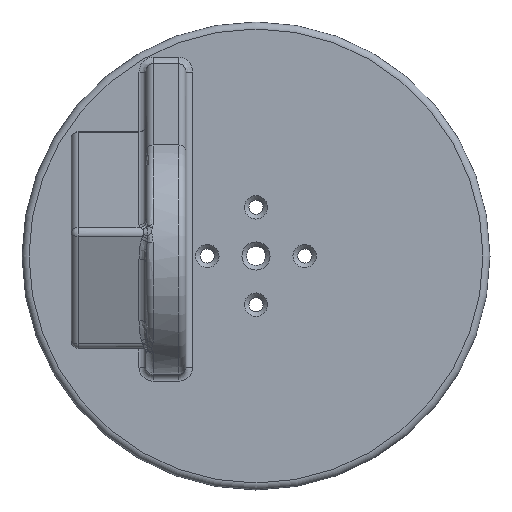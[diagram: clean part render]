
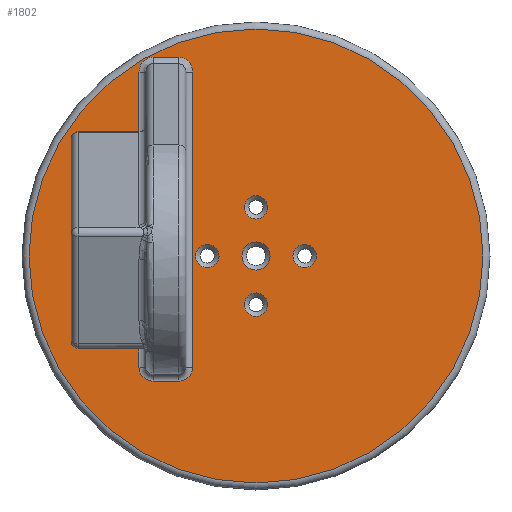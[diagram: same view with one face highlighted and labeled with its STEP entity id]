
A CAD part, front view. The second image highlights one B-rep face of the part: STEP entity #1802.
In plain terms, the highlighted planar face has unit normal (0, -1, 0).
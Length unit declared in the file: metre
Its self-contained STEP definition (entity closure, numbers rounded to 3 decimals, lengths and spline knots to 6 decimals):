
#107=ELLIPSE('',#1954,0.003193,0.003);
#108=ELLIPSE('',#1955,0.003193,0.003);
#111=B_SPLINE_CURVE_WITH_KNOTS('',3,(#2777,#2778,#2779,#2780,#2781),
 .UNSPECIFIED.,.F.,.F.,(4,1,4),(0.,0.001536,0.003071),
 .UNSPECIFIED.);
#112=B_SPLINE_CURVE_WITH_KNOTS('',3,(#2785,#2786,#2787,#2788,#2789),
 .UNSPECIFIED.,.F.,.F.,(4,1,4),(0.,0.001536,0.003071),
 .UNSPECIFIED.);
#151=CIRCLE('',#1947,0.0025);
#152=CIRCLE('',#1948,0.0025);
#153=CIRCLE('',#1949,0.0025);
#154=CIRCLE('',#1950,0.003);
#155=CIRCLE('',#1951,0.0025);
#156=CIRCLE('',#1952,0.0485);
#157=CIRCLE('',#1953,0.003);
#158=CIRCLE('',#1956,0.003);
#281=ORIENTED_EDGE('',*,*,#795,.T.);
#282=ORIENTED_EDGE('',*,*,#796,.T.);
#283=ORIENTED_EDGE('',*,*,#797,.T.);
#284=ORIENTED_EDGE('',*,*,#798,.T.);
#285=ORIENTED_EDGE('',*,*,#799,.T.);
#286=ORIENTED_EDGE('',*,*,#800,.T.);
#287=ORIENTED_EDGE('',*,*,#801,.T.);
#288=ORIENTED_EDGE('',*,*,#802,.T.);
#289=ORIENTED_EDGE('',*,*,#803,.T.);
#290=ORIENTED_EDGE('',*,*,#804,.T.);
#291=ORIENTED_EDGE('',*,*,#805,.F.);
#292=ORIENTED_EDGE('',*,*,#806,.T.);
#293=ORIENTED_EDGE('',*,*,#807,.T.);
#294=ORIENTED_EDGE('',*,*,#808,.T.);
#295=ORIENTED_EDGE('',*,*,#809,.T.);
#296=ORIENTED_EDGE('',*,*,#810,.T.);
#297=ORIENTED_EDGE('',*,*,#811,.T.);
#298=ORIENTED_EDGE('',*,*,#812,.T.);
#299=ORIENTED_EDGE('',*,*,#813,.T.);
#300=ORIENTED_EDGE('',*,*,#814,.T.);
#795=EDGE_CURVE('',#1052,#1052,#151,.F.);
#796=EDGE_CURVE('',#1053,#1053,#152,.F.);
#797=EDGE_CURVE('',#1054,#1054,#153,.F.);
#798=EDGE_CURVE('',#1055,#1055,#154,.F.);
#799=EDGE_CURVE('',#1056,#1056,#155,.F.);
#800=EDGE_CURVE('',#1057,#1057,#156,.T.);
#801=EDGE_CURVE('',#1058,#1059,#157,.F.);
#802=EDGE_CURVE('',#1059,#1060,#1218,.F.);
#803=EDGE_CURVE('',#1060,#1061,#1219,.F.);
#804=EDGE_CURVE('',#1061,#1062,#111,.F.);
#805=EDGE_CURVE('',#1063,#1062,#1220,.T.);
#806=EDGE_CURVE('',#1063,#1064,#112,.T.);
#807=EDGE_CURVE('',#1064,#1065,#1221,.T.);
#808=EDGE_CURVE('',#1065,#1066,#1222,.F.);
#809=EDGE_CURVE('',#1066,#1067,#107,.F.);
#810=EDGE_CURVE('',#1067,#1068,#1223,.T.);
#811=EDGE_CURVE('',#1068,#1069,#108,.F.);
#812=EDGE_CURVE('',#1069,#1070,#1224,.F.);
#813=EDGE_CURVE('',#1070,#1071,#158,.F.);
#814=EDGE_CURVE('',#1071,#1058,#1225,.F.);
#1052=VERTEX_POINT('',#2759);
#1053=VERTEX_POINT('',#2761);
#1054=VERTEX_POINT('',#2763);
#1055=VERTEX_POINT('',#2765);
#1056=VERTEX_POINT('',#2767);
#1057=VERTEX_POINT('',#2769);
#1058=VERTEX_POINT('',#2771);
#1059=VERTEX_POINT('',#2772);
#1060=VERTEX_POINT('',#2774);
#1061=VERTEX_POINT('',#2776);
#1062=VERTEX_POINT('',#2782);
#1063=VERTEX_POINT('',#2784);
#1064=VERTEX_POINT('',#2790);
#1065=VERTEX_POINT('',#2792);
#1066=VERTEX_POINT('',#2794);
#1067=VERTEX_POINT('',#2796);
#1068=VERTEX_POINT('',#2798);
#1069=VERTEX_POINT('',#2800);
#1070=VERTEX_POINT('',#2802);
#1071=VERTEX_POINT('',#2804);
#1218=LINE('',#2773,#1317);
#1219=LINE('',#2775,#1318);
#1220=LINE('',#2783,#1319);
#1221=LINE('',#2791,#1320);
#1222=LINE('',#2793,#1321);
#1223=LINE('',#2797,#1322);
#1224=LINE('',#2801,#1323);
#1225=LINE('',#2805,#1324);
#1317=VECTOR('',#2211,1.);
#1318=VECTOR('',#2212,1.);
#1319=VECTOR('',#2213,1.);
#1320=VECTOR('',#2214,1.);
#1321=VECTOR('',#2215,1.);
#1322=VECTOR('',#2218,1.);
#1323=VECTOR('',#2221,1.);
#1324=VECTOR('',#2224,1.);
#1410=EDGE_LOOP('',(#281));
#1411=EDGE_LOOP('',(#282));
#1412=EDGE_LOOP('',(#283));
#1413=EDGE_LOOP('',(#284));
#1414=EDGE_LOOP('',(#285));
#1415=EDGE_LOOP('',(#286));
#1416=EDGE_LOOP('',(#287,#288,#289,#290,#291,#292,#293,#294,#295,#296,#297,
#298,#299,#300));
#1587=FACE_BOUND('',#1410,.T.);
#1588=FACE_BOUND('',#1411,.T.);
#1589=FACE_BOUND('',#1412,.T.);
#1590=FACE_BOUND('',#1413,.T.);
#1591=FACE_BOUND('',#1414,.T.);
#1592=FACE_BOUND('',#1415,.T.);
#1593=FACE_BOUND('',#1416,.T.);
#1762=PLANE('',#1946);
#1802=ADVANCED_FACE('',(#1587,#1588,#1589,#1590,#1591,#1592,#1593),#1762,
 .T.);
#1946=AXIS2_PLACEMENT_3D('',#2757,#2195,#2196);
#1947=AXIS2_PLACEMENT_3D('',#2758,#2197,#2198);
#1948=AXIS2_PLACEMENT_3D('',#2760,#2199,#2200);
#1949=AXIS2_PLACEMENT_3D('',#2762,#2201,#2202);
#1950=AXIS2_PLACEMENT_3D('',#2764,#2203,#2204);
#1951=AXIS2_PLACEMENT_3D('',#2766,#2205,#2206);
#1952=AXIS2_PLACEMENT_3D('',#2768,#2207,#2208);
#1953=AXIS2_PLACEMENT_3D('',#2770,#2209,#2210);
#1954=AXIS2_PLACEMENT_3D('',#2795,#2216,#2217);
#1955=AXIS2_PLACEMENT_3D('',#2799,#2219,#2220);
#1956=AXIS2_PLACEMENT_3D('',#2803,#2222,#2223);
#2195=DIRECTION('',(0.,-1.,0.));
#2196=DIRECTION('',(1.,0.,0.));
#2197=DIRECTION('',(0.,-1.,0.));
#2198=DIRECTION('',(1.,0.,0.));
#2199=DIRECTION('',(0.,-1.,0.));
#2200=DIRECTION('',(1.,0.,0.));
#2201=DIRECTION('',(0.,-1.,0.));
#2202=DIRECTION('',(1.,0.,0.));
#2203=DIRECTION('',(0.,-1.,0.));
#2204=DIRECTION('',(1.,0.,0.));
#2205=DIRECTION('',(0.,-1.,0.));
#2206=DIRECTION('',(1.,0.,0.));
#2207=DIRECTION('',(0.,-1.,0.));
#2208=DIRECTION('',(1.,0.,0.));
#2209=DIRECTION('',(0.,-1.,0.));
#2210=DIRECTION('',(1.,0.,0.));
#2211=DIRECTION('',(0.,0.,-1.));
#2212=DIRECTION('',(1.,0.,0.));
#2213=DIRECTION('',(0.,0.,-1.));
#2214=DIRECTION('',(1.,0.,0.));
#2215=DIRECTION('',(0.,0.,-1.));
#2216=DIRECTION('',(0.,-1.,0.));
#2217=DIRECTION('',(0.,0.,-1.));
#2218=DIRECTION('',(1.,0.,0.));
#2219=DIRECTION('',(0.,-1.,0.));
#2220=DIRECTION('',(0.,0.,-1.));
#2221=DIRECTION('',(0.,0.,1.));
#2222=DIRECTION('',(0.,-1.,0.));
#2223=DIRECTION('',(1.,0.,0.));
#2224=DIRECTION('',(1.,0.,0.));
#2757=CARTESIAN_POINT('',(0.,-0.008,0.));
#2758=CARTESIAN_POINT('',(-0.0104,-0.008,0.));
#2759=CARTESIAN_POINT('',(-0.0079,-0.008,0.));
#2760=CARTESIAN_POINT('',(0.0104,-0.008,0.));
#2761=CARTESIAN_POINT('',(0.0129,-0.008,0.));
#2762=CARTESIAN_POINT('',(0.,-0.008,-0.0104));
#2763=CARTESIAN_POINT('',(0.0025,-0.008,-0.0104));
#2764=CARTESIAN_POINT('',(0.,-0.008,0.));
#2765=CARTESIAN_POINT('',(0.003,-0.008,0.));
#2766=CARTESIAN_POINT('',(0.,-0.008,0.0104));
#2767=CARTESIAN_POINT('',(0.0025,-0.008,0.0104));
#2768=CARTESIAN_POINT('',(0.,-0.008,0.));
#2769=CARTESIAN_POINT('',(0.0485,-0.008,0.));
#2770=CARTESIAN_POINT('',(-0.022,-0.008,-0.02375));
#2771=CARTESIAN_POINT('',(-0.022,-0.008,-0.02675));
#2772=CARTESIAN_POINT('',(-0.025,-0.008,-0.02375));
#2773=CARTESIAN_POINT('',(-0.025,-0.008,-0.002169));
#2774=CARTESIAN_POINT('',(-0.025,-0.008,-0.002169));
#2775=CARTESIAN_POINT('',(0.,-0.008,-0.002169));
#2776=CARTESIAN_POINT('',(-0.038,-0.008,-0.002169));
#2777=CARTESIAN_POINT('',(-0.0395,-0.008,0.000429));
#2778=CARTESIAN_POINT('',(-0.0395,-0.008,-0.000091));
#2779=CARTESIAN_POINT('',(-0.039099,-0.008,-0.001071));
#2780=CARTESIAN_POINT('',(-0.038362,-0.008,-0.001807));
#2781=CARTESIAN_POINT('',(-0.038,-0.008,-0.002169));
#2782=CARTESIAN_POINT('',(-0.0395,-0.008,0.000429));
#2783=CARTESIAN_POINT('',(-0.0395,-0.008,0.01058));
#2784=CARTESIAN_POINT('',(-0.0395,-0.008,0.016489));
#2785=CARTESIAN_POINT('',(-0.0395,-0.008,0.016489));
#2786=CARTESIAN_POINT('',(-0.0395,-0.008,0.017009));
#2787=CARTESIAN_POINT('',(-0.039099,-0.008,0.017988));
#2788=CARTESIAN_POINT('',(-0.038362,-0.008,0.018725));
#2789=CARTESIAN_POINT('',(-0.038,-0.008,0.019087));
#2790=CARTESIAN_POINT('',(-0.038,-0.008,0.019087));
#2791=CARTESIAN_POINT('',(0.,-0.008,0.019087));
#2792=CARTESIAN_POINT('',(-0.025,-0.008,0.019087));
#2793=CARTESIAN_POINT('',(-0.025,-0.008,0.039833));
#2794=CARTESIAN_POINT('',(-0.025,-0.008,0.039287));
#2795=CARTESIAN_POINT('',(-0.022,-0.008,0.039287));
#2796=CARTESIAN_POINT('',(-0.022,-0.008,0.04248));
#2797=CARTESIAN_POINT('',(0.,-0.008,0.04248));
#2798=CARTESIAN_POINT('',(-0.0165,-0.008,0.04248));
#2799=CARTESIAN_POINT('',(-0.0165,-0.008,0.039287));
#2800=CARTESIAN_POINT('',(-0.0135,-0.008,0.039287));
#2801=CARTESIAN_POINT('',(-0.0135,-0.008,-0.02375));
#2802=CARTESIAN_POINT('',(-0.0135,-0.008,-0.02375));
#2803=CARTESIAN_POINT('',(-0.0165,-0.008,-0.02375));
#2804=CARTESIAN_POINT('',(-0.0165,-0.008,-0.02675));
#2805=CARTESIAN_POINT('',(0.,-0.008,-0.02675));
